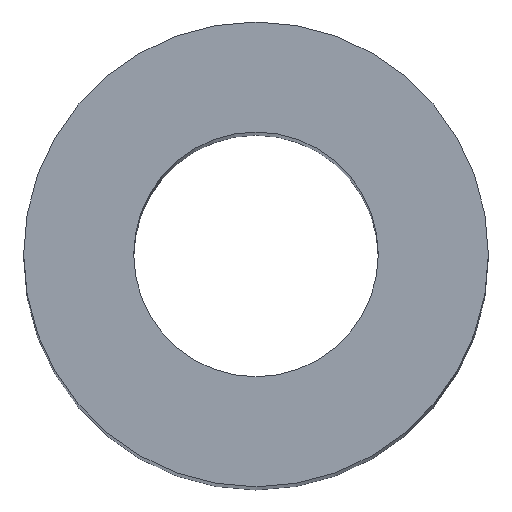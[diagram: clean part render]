
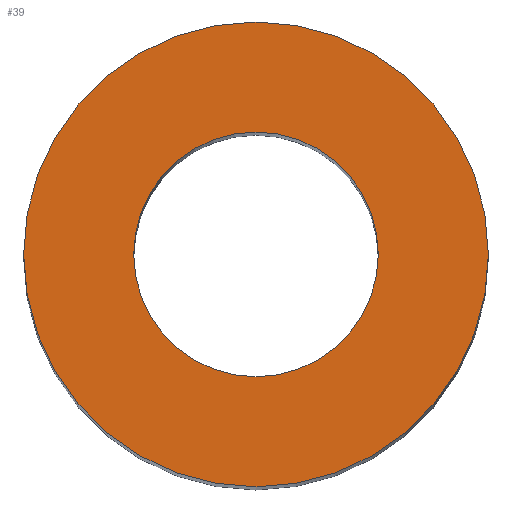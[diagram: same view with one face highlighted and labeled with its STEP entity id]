
A CAD part, top view. The second image highlights one B-rep face of the part: STEP entity #39.
In plain terms, the highlighted planar face has unit normal (0, 0, 1).
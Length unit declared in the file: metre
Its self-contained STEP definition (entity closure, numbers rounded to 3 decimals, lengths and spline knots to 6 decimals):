
#39=ADVANCED_FACE('',(#80,#81),#82,.T.);
#44=EDGE_CURVE('',#89,#89,#90,.T.);
#50=EDGE_CURVE('',#98,#98,#99,.T.);
#80=FACE_OUTER_BOUND('',#122,.T.);
#81=FACE_BOUND('',#123,.T.);
#82=PLANE('',#124);
#89=VERTEX_POINT('',#133);
#90=CIRCLE('',#134,0.005);
#98=VERTEX_POINT('',#145);
#99=CIRCLE('',#146,0.0095);
#122=EDGE_LOOP('',(#161));
#123=EDGE_LOOP('',(#162));
#124=AXIS2_PLACEMENT_3D('',#163,#164,#165);
#133=CARTESIAN_POINT('',(-0.005,0.,0.075));
#134=AXIS2_PLACEMENT_3D('',#172,#173,#174);
#145=CARTESIAN_POINT('',(0.0095,0.,0.075));
#146=AXIS2_PLACEMENT_3D('',#181,#182,#183);
#161=ORIENTED_EDGE('',*,*,#50,.T.);
#162=ORIENTED_EDGE('',*,*,#44,.T.);
#163=CARTESIAN_POINT('',(-0.009501,-0.009501,0.075));
#164=DIRECTION('',(0.0,0.0,1.0));
#165=DIRECTION('',(1.0,0.0,0.0));
#172=CARTESIAN_POINT('',(0.,0.,0.075));
#173=DIRECTION('',(-0.0,0.0,-1.0));
#174=DIRECTION('',(-1.0,0.0,0.0));
#181=CARTESIAN_POINT('',(0.,0.,0.075));
#182=DIRECTION('',(0.0,-0.0,1.0));
#183=DIRECTION('',(1.0,0.0,-0.0));
